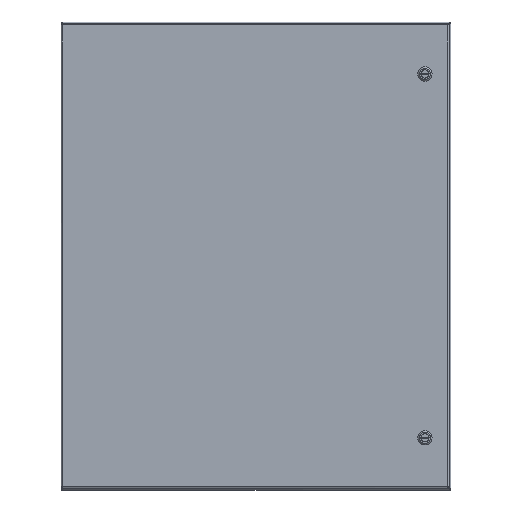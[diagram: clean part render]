
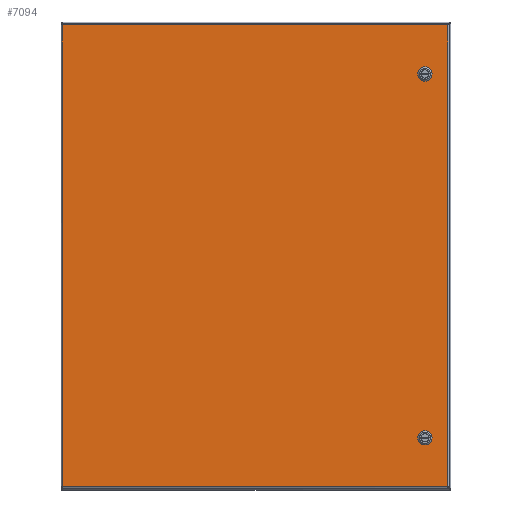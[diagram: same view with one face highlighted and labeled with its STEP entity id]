
A CAD part, top view. The second image highlights one B-rep face of the part: STEP entity #7094.
In plain terms, the highlighted face is planar.
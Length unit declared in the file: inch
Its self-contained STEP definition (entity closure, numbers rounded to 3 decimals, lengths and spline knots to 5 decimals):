
#5019=CARTESIAN_POINT('',(2.08762,4.275,0.0));
#5020=VERTEX_POINT('',#5019);
#5027=CARTESIAN_POINT('',(2.275,4.08762,0.0));
#5028=VERTEX_POINT('',#5027);
#5029=CARTESIAN_POINT('',(1.875,3.875,0.0));
#5030=DIRECTION('',(0.0,0.0,1.0));
#5031=DIRECTION('',(-0.469,-0.883,0.0));
#5032=AXIS2_PLACEMENT_3D('',#5029,#5030,#5031);
#5033=CIRCLE('',#5032,0.453);
#5034=EDGE_CURVE('',#5028,#5020,#5033,.T.);
#5059=CARTESIAN_POINT('',(2.275,3.66238,0.0));
#5060=VERTEX_POINT('',#5059);
#5061=CARTESIAN_POINT('',(2.275,3.66238,0.0));
#5062=DIRECTION('',(0.0,1.0,0.0));
#5063=VECTOR('',#5062,0.42525);
#5064=LINE('',#5061,#5063);
#5065=EDGE_CURVE('',#5060,#5028,#5064,.T.);
#5091=CARTESIAN_POINT('',(2.08762,3.475,0.0));
#5092=VERTEX_POINT('',#5091);
#5093=CARTESIAN_POINT('',(1.875,3.875,0.0));
#5094=DIRECTION('',(0.0,0.0,1.0));
#5095=DIRECTION('',(-0.883,0.469,0.0));
#5096=AXIS2_PLACEMENT_3D('',#5093,#5094,#5095);
#5097=CIRCLE('',#5096,0.453);
#5098=EDGE_CURVE('',#5092,#5060,#5097,.T.);
#5123=CARTESIAN_POINT('',(1.66238,3.475,0.0));
#5124=VERTEX_POINT('',#5123);
#5125=CARTESIAN_POINT('',(1.66238,3.475,0.0));
#5126=DIRECTION('',(1.0,0.0,0.0));
#5127=VECTOR('',#5126,0.42525);
#5128=LINE('',#5125,#5127);
#5129=EDGE_CURVE('',#5124,#5092,#5128,.T.);
#5155=CARTESIAN_POINT('',(1.475,3.66238,0.0));
#5156=VERTEX_POINT('',#5155);
#5157=CARTESIAN_POINT('',(1.875,3.875,0.0));
#5158=DIRECTION('',(0.0,0.0,1.0));
#5159=DIRECTION('',(0.469,0.883,0.0));
#5160=AXIS2_PLACEMENT_3D('',#5157,#5158,#5159);
#5161=CIRCLE('',#5160,0.453);
#5162=EDGE_CURVE('',#5156,#5124,#5161,.T.);
#5187=CARTESIAN_POINT('',(1.475,4.08762,0.0));
#5188=VERTEX_POINT('',#5187);
#5189=CARTESIAN_POINT('',(1.475,4.08762,0.0));
#5190=DIRECTION('',(0.0,-1.0,0.0));
#5191=VECTOR('',#5190,0.42525);
#5192=LINE('',#5189,#5191);
#5193=EDGE_CURVE('',#5188,#5156,#5192,.T.);
#5219=CARTESIAN_POINT('',(1.66238,4.275,0.0));
#5220=VERTEX_POINT('',#5219);
#5221=CARTESIAN_POINT('',(1.875,3.875,0.0));
#5222=DIRECTION('',(0.0,0.0,1.0));
#5223=DIRECTION('',(0.883,-0.469,0.0));
#5224=AXIS2_PLACEMENT_3D('',#5221,#5222,#5223);
#5225=CIRCLE('',#5224,0.453);
#5226=EDGE_CURVE('',#5220,#5188,#5225,.T.);
#5249=CARTESIAN_POINT('',(2.08762,4.275,0.0));
#5250=DIRECTION('',(-1.0,0.0,0.0));
#5251=VECTOR('',#5250,0.42525);
#5252=LINE('',#5249,#5251);
#5253=EDGE_CURVE('',#5020,#5220,#5252,.T.);
#5275=CARTESIAN_POINT('',(2.08762,32.275,0.0));
#5276=VERTEX_POINT('',#5275);
#5283=CARTESIAN_POINT('',(2.275,32.08762,0.0));
#5284=VERTEX_POINT('',#5283);
#5285=CARTESIAN_POINT('',(1.875,31.875,0.0));
#5286=DIRECTION('',(0.0,0.0,1.0));
#5287=DIRECTION('',(-0.469,-0.883,0.0));
#5288=AXIS2_PLACEMENT_3D('',#5285,#5286,#5287);
#5289=CIRCLE('',#5288,0.453);
#5290=EDGE_CURVE('',#5284,#5276,#5289,.T.);
#5315=CARTESIAN_POINT('',(2.275,31.66238,0.0));
#5316=VERTEX_POINT('',#5315);
#5317=CARTESIAN_POINT('',(2.275,31.66238,0.0));
#5318=DIRECTION('',(0.0,1.0,0.0));
#5319=VECTOR('',#5318,0.42525);
#5320=LINE('',#5317,#5319);
#5321=EDGE_CURVE('',#5316,#5284,#5320,.T.);
#5347=CARTESIAN_POINT('',(2.08762,31.475,0.0));
#5348=VERTEX_POINT('',#5347);
#5349=CARTESIAN_POINT('',(1.875,31.875,0.0));
#5350=DIRECTION('',(0.0,0.0,1.0));
#5351=DIRECTION('',(-0.883,0.469,0.0));
#5352=AXIS2_PLACEMENT_3D('',#5349,#5350,#5351);
#5353=CIRCLE('',#5352,0.453);
#5354=EDGE_CURVE('',#5348,#5316,#5353,.T.);
#5379=CARTESIAN_POINT('',(1.66238,31.475,0.0));
#5380=VERTEX_POINT('',#5379);
#5381=CARTESIAN_POINT('',(1.66238,31.475,0.0));
#5382=DIRECTION('',(1.0,0.0,0.0));
#5383=VECTOR('',#5382,0.42525);
#5384=LINE('',#5381,#5383);
#5385=EDGE_CURVE('',#5380,#5348,#5384,.T.);
#5411=CARTESIAN_POINT('',(1.475,31.66238,0.0));
#5412=VERTEX_POINT('',#5411);
#5413=CARTESIAN_POINT('',(1.875,31.875,0.0));
#5414=DIRECTION('',(0.0,0.0,1.0));
#5415=DIRECTION('',(0.469,0.883,0.0));
#5416=AXIS2_PLACEMENT_3D('',#5413,#5414,#5415);
#5417=CIRCLE('',#5416,0.453);
#5418=EDGE_CURVE('',#5412,#5380,#5417,.T.);
#5443=CARTESIAN_POINT('',(1.475,32.08762,0.0));
#5444=VERTEX_POINT('',#5443);
#5445=CARTESIAN_POINT('',(1.475,32.08762,0.0));
#5446=DIRECTION('',(0.0,-1.0,0.0));
#5447=VECTOR('',#5446,0.42525);
#5448=LINE('',#5445,#5447);
#5449=EDGE_CURVE('',#5444,#5412,#5448,.T.);
#5475=CARTESIAN_POINT('',(1.66238,32.275,0.0));
#5476=VERTEX_POINT('',#5475);
#5477=CARTESIAN_POINT('',(1.875,31.875,0.0));
#5478=DIRECTION('',(0.0,0.0,1.0));
#5479=DIRECTION('',(0.883,-0.469,0.0));
#5480=AXIS2_PLACEMENT_3D('',#5477,#5478,#5479);
#5481=CIRCLE('',#5480,0.453);
#5482=EDGE_CURVE('',#5476,#5444,#5481,.T.);
#5505=CARTESIAN_POINT('',(2.08762,32.275,0.0));
#5506=DIRECTION('',(-1.0,0.0,0.0));
#5507=VECTOR('',#5506,0.42525);
#5508=LINE('',#5505,#5507);
#5509=EDGE_CURVE('',#5276,#5476,#5508,.T.);
#6092=CARTESIAN_POINT('',(29.76975,0.10525,0.));
#6093=VERTEX_POINT('',#6092);
#6104=CARTESIAN_POINT('',(29.76975,35.64475,0.));
#6105=VERTEX_POINT('',#6104);
#6106=CARTESIAN_POINT('',(29.76975,35.64475,0.0));
#6107=DIRECTION('',(0.0,-1.0,0.0));
#6108=VECTOR('',#6107,35.5395);
#6109=LINE('',#6106,#6108);
#6110=EDGE_CURVE('',#6105,#6093,#6109,.T.);
#6262=CARTESIAN_POINT('',(0.10525,0.10525,0.));
#6263=VERTEX_POINT('',#6262);
#6274=CARTESIAN_POINT('',(29.76975,0.10525,0.0));
#6275=DIRECTION('',(-1.0,0.0,0.0));
#6276=VECTOR('',#6275,29.6645);
#6277=LINE('',#6274,#6276);
#6278=EDGE_CURVE('',#6093,#6263,#6277,.T.);
#6539=CARTESIAN_POINT('',(0.10525,35.64475,0.));
#6540=VERTEX_POINT('',#6539);
#6551=CARTESIAN_POINT('',(0.10525,0.10525,0.0));
#6552=DIRECTION('',(0.0,1.0,0.0));
#6553=VECTOR('',#6552,35.5395);
#6554=LINE('',#6551,#6553);
#6555=EDGE_CURVE('',#6263,#6540,#6554,.T.);
#6820=CARTESIAN_POINT('',(0.10525,35.64475,0.0));
#6821=DIRECTION('',(1.0,0.0,0.0));
#6822=VECTOR('',#6821,29.6645);
#6823=LINE('',#6820,#6822);
#6824=EDGE_CURVE('',#6540,#6105,#6823,.T.);
#7063=CARTESIAN_POINT('',(14.9375,17.875,0.0));
#7064=DIRECTION('',(0.0,0.0,1.0));
#7065=DIRECTION('',(1.0,0.0,0.0));
#7066=AXIS2_PLACEMENT_3D('',#7063,#7064,#7065);
#7067=PLANE('',#7066);
#7068=ORIENTED_EDGE('',*,*,#6110,.T.);
#7069=ORIENTED_EDGE('',*,*,#6278,.T.);
#7070=ORIENTED_EDGE('',*,*,#6555,.T.);
#7071=ORIENTED_EDGE('',*,*,#6824,.T.);
#7072=EDGE_LOOP('',(#7068,#7069,#7070,#7071));
#7073=FACE_OUTER_BOUND('',#7072,.T.);
#7074=ORIENTED_EDGE('',*,*,#5034,.T.);
#7075=ORIENTED_EDGE('',*,*,#5253,.T.);
#7076=ORIENTED_EDGE('',*,*,#5226,.T.);
#7077=ORIENTED_EDGE('',*,*,#5193,.T.);
#7078=ORIENTED_EDGE('',*,*,#5162,.T.);
#7079=ORIENTED_EDGE('',*,*,#5129,.T.);
#7080=ORIENTED_EDGE('',*,*,#5098,.T.);
#7081=ORIENTED_EDGE('',*,*,#5065,.T.);
#7082=EDGE_LOOP('',(#7074,#7075,#7076,#7077,#7078,#7079,#7080,#7081));
#7083=FACE_BOUND('',#7082,.T.);
#7084=ORIENTED_EDGE('',*,*,#5290,.T.);
#7085=ORIENTED_EDGE('',*,*,#5509,.T.);
#7086=ORIENTED_EDGE('',*,*,#5482,.T.);
#7087=ORIENTED_EDGE('',*,*,#5449,.T.);
#7088=ORIENTED_EDGE('',*,*,#5418,.T.);
#7089=ORIENTED_EDGE('',*,*,#5385,.T.);
#7090=ORIENTED_EDGE('',*,*,#5354,.T.);
#7091=ORIENTED_EDGE('',*,*,#5321,.T.);
#7092=EDGE_LOOP('',(#7084,#7085,#7086,#7087,#7088,#7089,#7090,#7091));
#7093=FACE_BOUND('',#7092,.T.);
#7094=ADVANCED_FACE('',(#7073,#7083,#7093),#7067,.F.);
